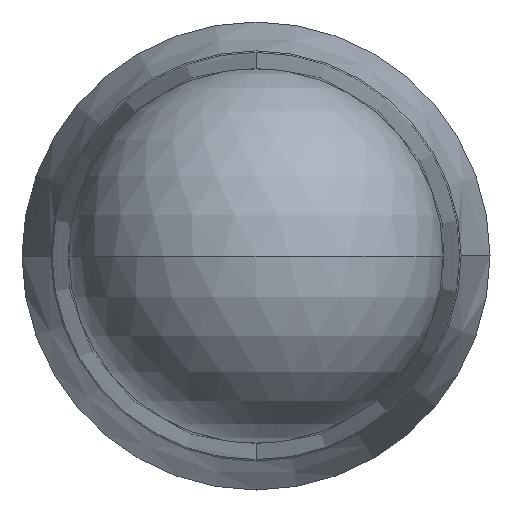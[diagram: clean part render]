
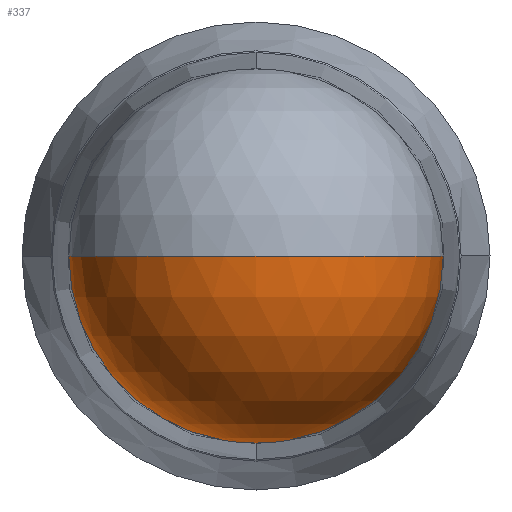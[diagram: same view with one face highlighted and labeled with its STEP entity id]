
A CAD part, front view. The second image highlights one B-rep face of the part: STEP entity #337.
In plain terms, the highlighted spherical face has radius 3.175 mm.
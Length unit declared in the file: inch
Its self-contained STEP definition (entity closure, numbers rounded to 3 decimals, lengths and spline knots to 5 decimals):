
#29 = DIRECTION ( 'NONE',  ( -1., 0., 0. ) ) ;
#64 = DIRECTION ( 'NONE',  ( 1., 0., 0. ) ) ;
#66 = CARTESIAN_POINT ( 'NONE',  ( 0., 0.12502, 0. ) ) ;
#76 = AXIS2_PLACEMENT_3D ( 'NONE', #479, #351, #29 ) ;
#77 = VERTEX_POINT ( 'NONE', #263 ) ;
#79 = EDGE_CURVE ( 'NONE', #77, #277, #467, .T. ) ;
#109 = EDGE_CURVE ( 'NONE', #272, #343, #177, .T. ) ;
#132 = EDGE_CURVE ( 'NONE', #77, #272, #519, .T. ) ;
#139 = CARTESIAN_POINT ( 'NONE',  ( 0., 0.12284, -0.125 ) ) ;
#159 = AXIS2_PLACEMENT_3D ( 'NONE', #176, #224, #299 ) ;
#176 = CARTESIAN_POINT ( 'NONE',  ( 0., 0.12284, 0. ) ) ;
#177 = CIRCLE ( 'NONE', #159, 0.125 ) ;
#179 = CARTESIAN_POINT ( 'NONE',  ( 0.125, 0.12284, 0. ) ) ;
#184 = DIRECTION ( 'NONE',  ( 0., 0., 1. ) ) ;
#224 = DIRECTION ( 'NONE',  ( 0., -1., 0. ) ) ;
#261 = EDGE_LOOP ( 'NONE', ( #324, #356, #512, #517 ) ) ;
#262 = CARTESIAN_POINT ( 'NONE',  ( 0., 0.12502, 0. ) ) ;
#263 = CARTESIAN_POINT ( 'NONE',  ( -0.125, 0.12284, 0. ) ) ;
#272 = VERTEX_POINT ( 'NONE', #139 ) ;
#277 = VERTEX_POINT ( 'NONE', #387 ) ;
#287 = CIRCLE ( 'NONE', #76, 0.12502 ) ;
#292 = AXIS2_PLACEMENT_3D ( 'NONE', #345, #509, #342 ) ;
#299 = DIRECTION ( 'NONE',  ( 0., 0., -1. ) ) ;
#303 = AXIS2_PLACEMENT_3D ( 'NONE', #262, #463, #502 ) ;
#324 = ORIENTED_EDGE ( 'NONE', *, *, #132, .T. ) ;
#337 = ADVANCED_FACE ( 'NONE', ( #425 ), #504, .T. ) ;
#342 = DIRECTION ( 'NONE',  ( 0., 0., -1. ) ) ;
#343 = VERTEX_POINT ( 'NONE', #179 ) ;
#345 = CARTESIAN_POINT ( 'NONE',  ( 0., 0.12284, 0. ) ) ;
#351 = DIRECTION ( 'NONE',  ( 0., 0., -1. ) ) ;
#356 = ORIENTED_EDGE ( 'NONE', *, *, #109, .T. ) ;
#387 = CARTESIAN_POINT ( 'NONE',  ( 0., 0., 0. ) ) ;
#425 = FACE_OUTER_BOUND ( 'NONE', #261, .T. ) ;
#447 = AXIS2_PLACEMENT_3D ( 'NONE', #66, #184, #64 ) ;
#463 = DIRECTION ( 'NONE',  ( 0., 0., -1. ) ) ;
#467 = CIRCLE ( 'NONE', #447, 0.12502 ) ;
#475 = EDGE_CURVE ( 'NONE', #343, #277, #287, .T. ) ;
#479 = CARTESIAN_POINT ( 'NONE',  ( 0., 0.12502, 0. ) ) ;
#502 = DIRECTION ( 'NONE',  ( -1., 0., 0. ) ) ;
#504 = SPHERICAL_SURFACE ( 'NONE', #303, 0.12502 ) ;
#509 = DIRECTION ( 'NONE',  ( 0., -1., 0. ) ) ;
#512 = ORIENTED_EDGE ( 'NONE', *, *, #475, .T. ) ;
#517 = ORIENTED_EDGE ( 'NONE', *, *, #79, .F. ) ;
#519 = CIRCLE ( 'NONE', #292, 0.125 ) ;
